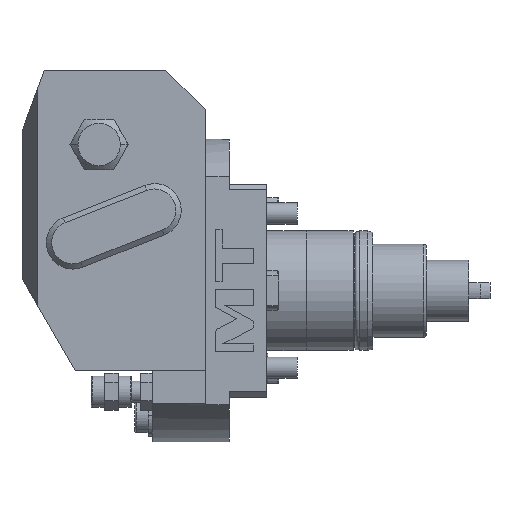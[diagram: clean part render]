
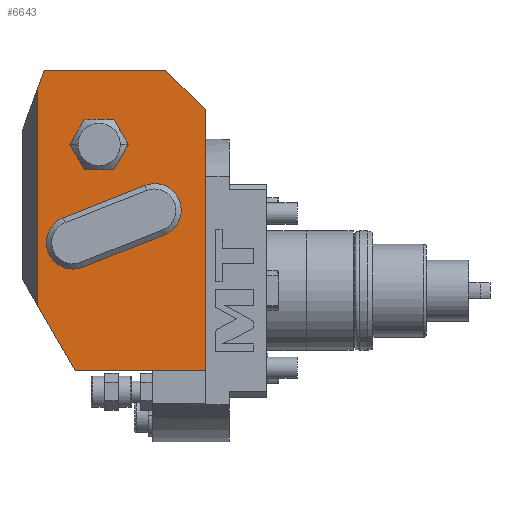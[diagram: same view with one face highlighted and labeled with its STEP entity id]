
A CAD part, front view. The second image highlights one B-rep face of the part: STEP entity #6643.
In plain terms, the highlighted planar face has unit normal (0, -1, 0).
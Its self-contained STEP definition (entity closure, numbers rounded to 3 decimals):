
#580=DIRECTION('',(0.,0.,-1.));
#581=VECTOR('',#580,98.);
#582=CARTESIAN_POINT('',(-23.,-67.,68.));
#583=LINE('',#582,#581);
#606=DIRECTION('',(-1.,0.,0.));
#607=VECTOR('',#606,49.);
#608=CARTESIAN_POINT('',(-23.,-67.,-30.));
#609=LINE('',#608,#607);
#638=DIRECTION('',(-0.5,0.,0.866));
#639=VECTOR('',#638,28.);
#640=CARTESIAN_POINT('',(-72.,-67.,-30.));
#641=LINE('',#640,#639);
#678=DIRECTION('',(-0.342,0.,-0.94));
#679=VECTOR('',#678,6.933);
#680=CARTESIAN_POINT('',(-83.629,-67.,83.));
#681=LINE('',#680,#679);
#694=DIRECTION('',(1.,0.,0.));
#695=VECTOR('',#694,45.629);
#696=CARTESIAN_POINT('',(-83.629,-67.,83.));
#697=LINE('',#696,#695);
#710=DIRECTION('',(-0.707,0.,0.707));
#711=VECTOR('',#710,21.213);
#712=CARTESIAN_POINT('',(-23.,-67.,68.));
#713=LINE('',#712,#711);
#722=DIRECTION('',(0.,0.,-1.));
#723=VECTOR('',#722,82.236);
#724=CARTESIAN_POINT('',(-86.,-67.,76.485));
#725=LINE('',#724,#723);
#726=CARTESIAN_POINT('',(-72.874,-67.,18.123));
#727=DIRECTION('',(0.,1.,0.));
#728=DIRECTION('',(0.368,0.,-0.93));
#729=AXIS2_PLACEMENT_3D('',#726,#727,#728);
#731=DIRECTION('',(-0.93,0.,-0.368));
#732=VECTOR('',#731,33.069);
#733=CARTESIAN_POINT('',(-38.445,-67.,20.987));
#734=LINE('',#733,#732);
#735=CARTESIAN_POINT('',(-42.123,-67.,30.286));
#736=DIRECTION('',(0.,1.,0.));
#737=DIRECTION('',(-0.368,0.,0.93));
#738=AXIS2_PLACEMENT_3D('',#735,#736,#737);
#740=DIRECTION('',(0.93,0.,0.368));
#741=VECTOR('',#740,33.069);
#742=CARTESIAN_POINT('',(-76.552,-67.,27.422));
#743=LINE('',#742,#741);
#812=CARTESIAN_POINT('',(-63.,-67.,55.));
#813=DIRECTION('',(0.,1.,0.));
#814=DIRECTION('',(-1.,0.,0.));
#815=AXIS2_PLACEMENT_3D('',#812,#813,#814);
#817=CARTESIAN_POINT('',(-63.,-67.,55.));
#818=DIRECTION('',(0.,1.,0.));
#819=DIRECTION('',(1.,0.,0.));
#820=AXIS2_PLACEMENT_3D('',#817,#818,#819);
#5503=CARTESIAN_POINT('',(-69.196,-67.,8.824));
#5504=CARTESIAN_POINT('',(-76.552,-67.,27.422));
#5505=VERTEX_POINT('',#5503);
#5506=VERTEX_POINT('',#5504);
#5507=CARTESIAN_POINT('',(-45.801,-67.,39.585));
#5508=VERTEX_POINT('',#5507);
#5509=CARTESIAN_POINT('',(-38.445,-67.,20.987));
#5510=VERTEX_POINT('',#5509);
#5511=CARTESIAN_POINT('',(-23.,-67.,-30.));
#5512=CARTESIAN_POINT('',(-72.,-67.,-30.));
#5513=VERTEX_POINT('',#5511);
#5514=VERTEX_POINT('',#5512);
#5515=CARTESIAN_POINT('',(-83.629,-67.,83.));
#5516=CARTESIAN_POINT('',(-38.,-67.,83.));
#5517=VERTEX_POINT('',#5515);
#5518=VERTEX_POINT('',#5516);
#5519=CARTESIAN_POINT('',(-23.,-67.,68.));
#5520=VERTEX_POINT('',#5519);
#5538=CARTESIAN_POINT('',(-86.,-67.,-5.751));
#5540=VERTEX_POINT('',#5538);
#5543=CARTESIAN_POINT('',(-86.,-67.,76.485));
#5544=VERTEX_POINT('',#5543);
#5545=CARTESIAN_POINT('',(-69.,-67.,55.));
#5546=CARTESIAN_POINT('',(-57.,-67.,55.));
#5547=VERTEX_POINT('',#5545);
#5548=VERTEX_POINT('',#5546);
#6612=CARTESIAN_POINT('',(-53.5,-67.,0.));
#6613=DIRECTION('',(0.,-1.,0.));
#6614=DIRECTION('',(0.,0.,1.));
#6615=AXIS2_PLACEMENT_3D('',#6612,#6613,#6614);
#6616=PLANE('',#6615);
#6617=ORIENTED_EDGE('',*,*,#6533,.T.);
#6619=ORIENTED_EDGE('',*,*,#6618,.F.);
#6620=ORIENTED_EDGE('',*,*,#6569,.F.);
#6621=ORIENTED_EDGE('',*,*,#6586,.T.);
#6622=ORIENTED_EDGE('',*,*,#6602,.F.);
#6623=ORIENTED_EDGE('',*,*,#6471,.T.);
#6624=ORIENTED_EDGE('',*,*,#6498,.T.);
#6625=EDGE_LOOP('',(#6617,#6619,#6620,#6621,#6622,#6623,#6624));
#6626=FACE_OUTER_BOUND('',#6625,.F.);
#6628=ORIENTED_EDGE('',*,*,#6627,.F.);
#6630=ORIENTED_EDGE('',*,*,#6629,.F.);
#6632=ORIENTED_EDGE('',*,*,#6631,.F.);
#6634=ORIENTED_EDGE('',*,*,#6633,.F.);
#6635=EDGE_LOOP('',(#6628,#6630,#6632,#6634));
#6636=FACE_BOUND('',#6635,.F.);
#6638=ORIENTED_EDGE('',*,*,#6637,.F.);
#6640=ORIENTED_EDGE('',*,*,#6639,.F.);
#6641=EDGE_LOOP('',(#6638,#6640));
#6642=FACE_BOUND('',#6641,.F.);
#6643=ADVANCED_FACE('',(#6626,#6636,#6642),#6616,.T.);
#730=CIRCLE('',#729,10.);
#739=CIRCLE('',#738,10.);
#816=CIRCLE('',#815,6.);
#821=CIRCLE('',#820,6.);
#6471=EDGE_CURVE('',#5520,#5513,#583,.T.);
#6498=EDGE_CURVE('',#5513,#5514,#609,.T.);
#6533=EDGE_CURVE('',#5514,#5540,#641,.T.);
#6569=EDGE_CURVE('',#5517,#5544,#681,.T.);
#6586=EDGE_CURVE('',#5517,#5518,#697,.T.);
#6602=EDGE_CURVE('',#5520,#5518,#713,.T.);
#6618=EDGE_CURVE('',#5544,#5540,#725,.T.);
#6627=EDGE_CURVE('',#5505,#5506,#730,.T.);
#6629=EDGE_CURVE('',#5510,#5505,#734,.T.);
#6631=EDGE_CURVE('',#5508,#5510,#739,.T.);
#6633=EDGE_CURVE('',#5506,#5508,#743,.T.);
#6637=EDGE_CURVE('',#5547,#5548,#816,.T.);
#6639=EDGE_CURVE('',#5548,#5547,#821,.T.);
